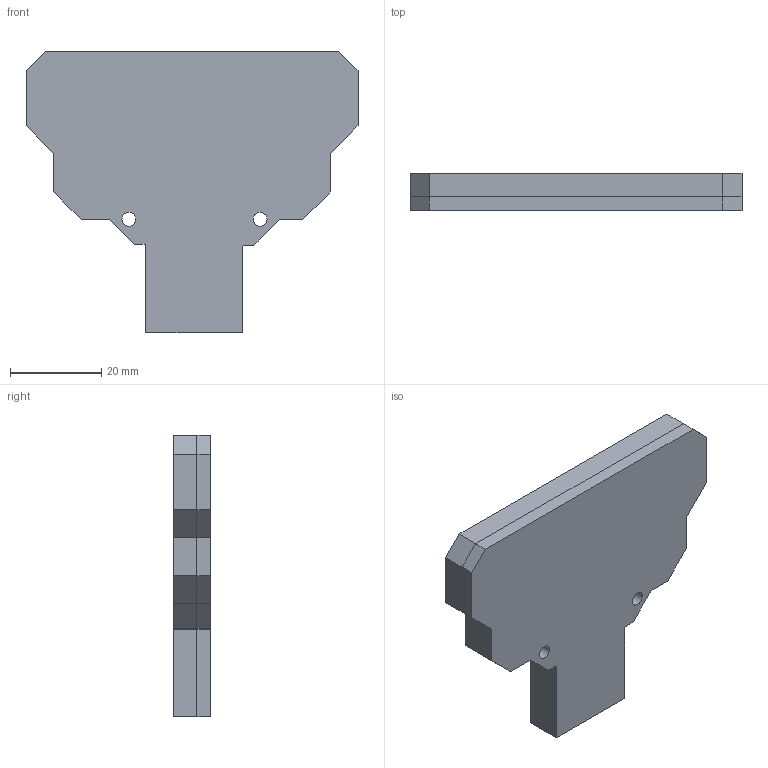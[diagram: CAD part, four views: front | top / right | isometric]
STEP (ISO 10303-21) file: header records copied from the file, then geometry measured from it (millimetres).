
FILE_DESCRIPTION(/* description */ (''),/* implementation_level */ '2;1');
FILE_NAME(/* name */ 'idkpad_hacklcub_bottom.step',/* time_stamp */ '2024-10-07T22:50:31+06:00',/* author */ (''),/* organization */ (''),/* preprocessor_version */ 'ST-DEVELOPER v20',/* originating_system */ 'Autodesk Translation Framework v13.20.0.188',/* authorisation */ '');
FILE_SCHEMA (('AUTOMOTIVE_DESIGN { 1 0 10303 214 3 1 1 }'));
Length unit declared in the file: inch
Products named in the file (1): idkpad_hacklcub
Bounding box: 72.69 x 8.16 x 61.58 mm (x, y, z)
Volume: 10156.2 mm3; surface area: 10170.1 mm2
Topology: 2 solids, 2 shells, 90 faces, 254 edges, 169 vertices
Faces by surface type: plane 88, cylinder 2
Full cylindrical faces by diameter (mm): 3.048 x2
Entity records: 2900 total; most frequent: CARTESIAN_POINT 514, ORIENTED_EDGE 508, DIRECTION 440, EDGE_CURVE 254, LINE 250, VECTOR 250, VERTEX_POINT 169, EDGE_LOOP 97
